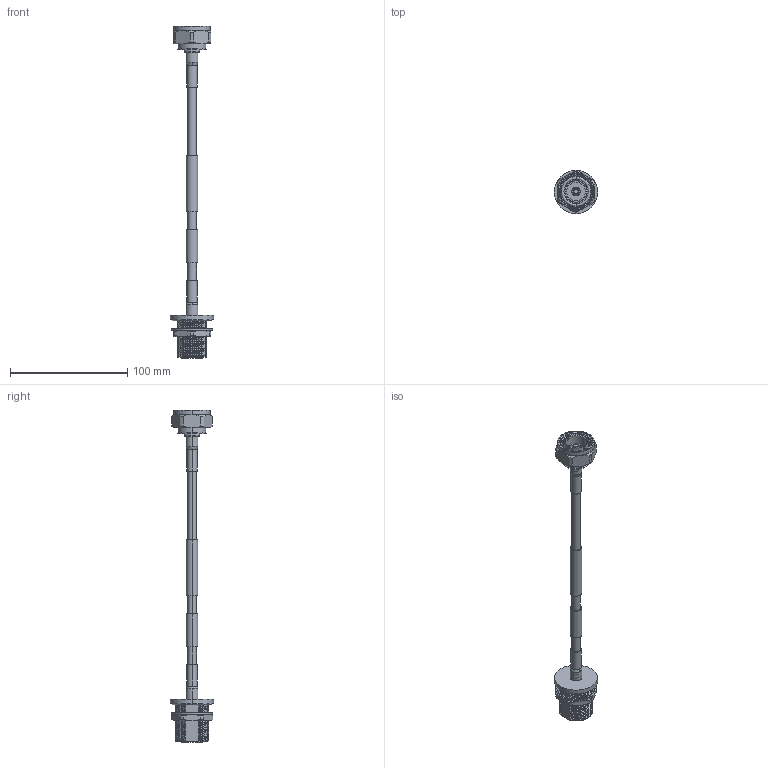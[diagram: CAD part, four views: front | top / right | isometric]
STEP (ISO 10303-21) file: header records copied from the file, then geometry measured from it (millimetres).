
FILE_DESCRIPTION (( 'STEP AP214' ), '1' );
FILE_NAME ('FMCA2249.step', '2021-02-09T19:04:22', ( '' ), ( '' ), 'SwSTEP 2.0', 'SolidWorks 2018', '' );
FILE_SCHEMA (( 'AUTOMOTIVE_DESIGN' ));
Length unit declared in the file: inch
Products named in the file (5): Heat Shrink^FMCA2249; FMCA2249; FMCN1703^FMCA2249; FMCN1700^FMCA2249; FM-1/4SFHC^FMCA2249
Assembly tree (5 placements, depth 2):
  FMCA2249
    FM-1/4SFHC^FMCA2249
    Heat Shrink^FMCA2249  x2
    FMCN1700^FMCA2249
    FMCN1703^FMCA2249
Bounding box: 37 x 37 x 283.38 mm (x, y, z)
Volume: 44885.2 mm3; surface area: 28114.1 mm2
Topology: 8 solids, 11 shells, 570 faces, 1519 edges, 991 vertices
Faces by surface type: bspline 208, cylinder 178, plane 105, cone 63, torus 16
Entity records: 111636 total; most frequent: CARTESIAN_POINT 99443, ORIENTED_EDGE 3002, DIRECTION 1882, EDGE_CURVE 1501, VERTEX_POINT 979, AXIS2_PLACEMENT_3D 721, EDGE_LOOP 598, ADVANCED_FACE 562
